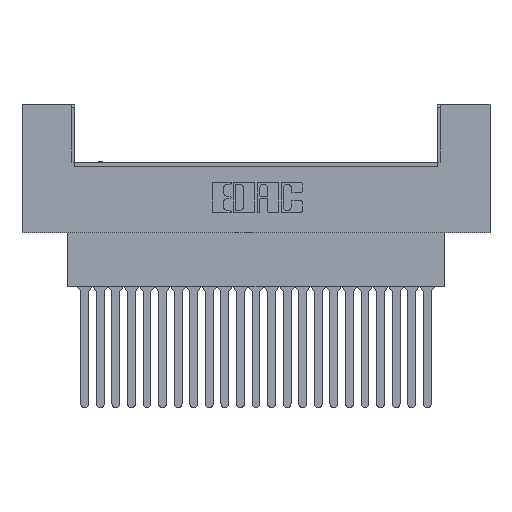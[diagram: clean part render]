
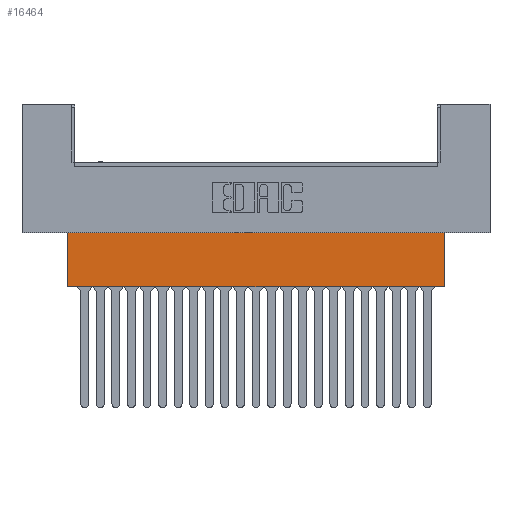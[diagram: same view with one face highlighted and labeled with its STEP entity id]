
A CAD part, top view. The second image highlights one B-rep face of the part: STEP entity #16464.
In plain terms, the highlighted planar face has unit normal (0, 0, 1).
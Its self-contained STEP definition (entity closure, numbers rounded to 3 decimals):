
#839 = EDGE_CURVE ( 'NONE', #17709, #14389, #9914, .T. ) ;
#1145 = VERTEX_POINT ( 'NONE', #25007 ) ;
#1577 = CARTESIAN_POINT ( 'NONE',  ( 76.352, -8.814, -3.962 ) ) ;
#1742 = CARTESIAN_POINT ( 'NONE',  ( 76.352, 0., -3.962 ) ) ;
#3924 = PLANE ( 'NONE',  #29057 ) ;
#4304 = CARTESIAN_POINT ( 'NONE',  ( 68.885, -8.814, -3.962 ) ) ;
#5216 = VECTOR ( 'NONE', #16330, 1000. ) ;
#5884 = CARTESIAN_POINT ( 'NONE',  ( 7.468, -8.814, -3.962 ) ) ;
#7987 = FACE_OUTER_BOUND ( 'NONE', #19712, .T. ) ;
#9365 = CARTESIAN_POINT ( 'NONE',  ( 76.352, 0., -3.962 ) ) ;
#9914 = LINE ( 'NONE', #25173, #18234 ) ;
#11371 = LINE ( 'NONE', #9365, #5216 ) ;
#12812 = CARTESIAN_POINT ( 'NONE',  ( 7.468, 0., -3.962 ) ) ;
#13528 = VERTEX_POINT ( 'NONE', #4304 ) ;
#13661 = DIRECTION ( 'NONE',  ( 0., 1., 0. ) ) ;
#14095 = ORIENTED_EDGE ( 'NONE', *, *, #26791, .F. ) ;
#14244 = ORIENTED_EDGE ( 'NONE', *, *, #839, .F. ) ;
#14389 = VERTEX_POINT ( 'NONE', #12812 ) ;
#15112 = VECTOR ( 'NONE', #21112, 1000. ) ;
#15471 = DIRECTION ( 'NONE',  ( -1., 0., 0. ) ) ;
#16330 = DIRECTION ( 'NONE',  ( -1., 0., 0. ) ) ;
#16464 = ADVANCED_FACE ( 'NONE', ( #7987 ), #3924, .F. ) ;
#17284 = LINE ( 'NONE', #27805, #15112 ) ;
#17709 = VERTEX_POINT ( 'NONE', #5884 ) ;
#17856 = DIRECTION ( 'NONE',  ( 0., 1., 0. ) ) ;
#18234 = VECTOR ( 'NONE', #13661, 1000. ) ;
#19712 = EDGE_LOOP ( 'NONE', ( #14095, #29276, #21796, #14244 ) ) ;
#20550 = LINE ( 'NONE', #1577, #28507 ) ;
#20931 = EDGE_CURVE ( 'NONE', #1145, #14389, #11371, .T. ) ;
#21112 = DIRECTION ( 'NONE',  ( 0., -1., 0. ) ) ;
#21796 = ORIENTED_EDGE ( 'NONE', *, *, #20931, .T. ) ;
#24620 = DIRECTION ( 'NONE',  ( 0., 0., -1. ) ) ;
#25007 = CARTESIAN_POINT ( 'NONE',  ( 68.885, 0., -3.962 ) ) ;
#25173 = CARTESIAN_POINT ( 'NONE',  ( 7.468, -8.814, -3.962 ) ) ;
#26441 = EDGE_CURVE ( 'NONE', #1145, #13528, #17284, .T. ) ;
#26791 = EDGE_CURVE ( 'NONE', #13528, #17709, #20550, .T. ) ;
#27805 = CARTESIAN_POINT ( 'NONE',  ( 68.885, -8.814, -3.962 ) ) ;
#28507 = VECTOR ( 'NONE', #15471, 1000. ) ;
#29057 = AXIS2_PLACEMENT_3D ( 'NONE', #1742, #24620, #17856 ) ;
#29276 = ORIENTED_EDGE ( 'NONE', *, *, #26441, .F. ) ;
